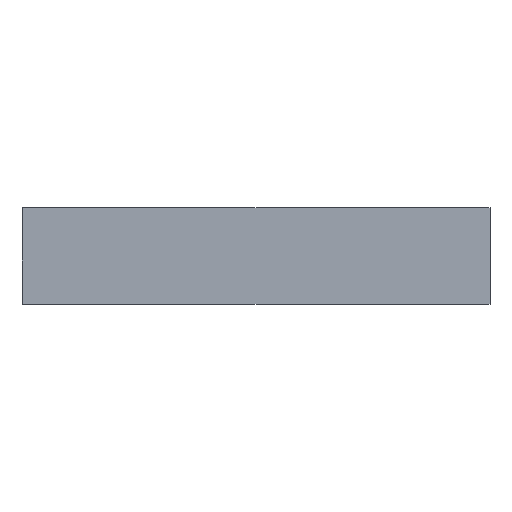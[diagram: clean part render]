
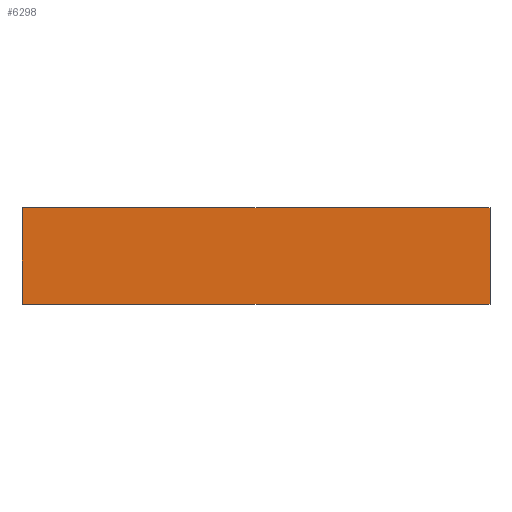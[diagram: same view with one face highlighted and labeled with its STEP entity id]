
A CAD part, top view. The second image highlights one B-rep face of the part: STEP entity #6298.
In plain terms, the highlighted planar face has unit normal (0, 0, 1).
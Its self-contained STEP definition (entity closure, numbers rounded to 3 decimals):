
#6260=AXIS2_PLACEMENT_3D('Plane Axis2P3D',#6257,#6258,#6259) ;
#6118=CARTESIAN_POINT('Vertex',(0.,0.,27.612)) ;
#6121=CARTESIAN_POINT('Line Origine',(0.,1.4,27.612)) ;
#6125=CARTESIAN_POINT('Vertex',(0.,2.8,27.612)) ;
#6199=CARTESIAN_POINT('Line Origine',(6.8,0.,27.612)) ;
#6203=CARTESIAN_POINT('Vertex',(11.9,0.,27.612)) ;
#6205=CARTESIAN_POINT('Vertex',(1.7,0.,27.612)) ;
#6208=CARTESIAN_POINT('Line Origine',(0.85,0.,27.612)) ;
#6238=CARTESIAN_POINT('Vertex',(13.6,0.,27.612)) ;
#6241=CARTESIAN_POINT('Line Origine',(12.75,0.,27.612)) ;
#6257=CARTESIAN_POINT('Axis2P3D Location',(13.4,2.8,27.612)) ;
#6262=CARTESIAN_POINT('Line Origine',(6.8,2.8,27.612)) ;
#6266=CARTESIAN_POINT('Vertex',(11.9,2.8,27.612)) ;
#6268=CARTESIAN_POINT('Vertex',(1.7,2.8,27.612)) ;
#6271=CARTESIAN_POINT('Line Origine',(0.85,2.8,27.612)) ;
#6276=CARTESIAN_POINT('Line Origine',(13.6,1.4,27.612)) ;
#6280=CARTESIAN_POINT('Vertex',(13.6,2.8,27.612)) ;
#6283=CARTESIAN_POINT('Line Origine',(12.75,2.8,27.612)) ;
#6122=DIRECTION('Vector Direction',(0.,-1.,0.)) ;
#6200=DIRECTION('Vector Direction',(1.,0.,0.)) ;
#6209=DIRECTION('Vector Direction',(1.,0.,0.)) ;
#6242=DIRECTION('Vector Direction',(-1.,0.,0.)) ;
#6258=DIRECTION('Axis2P3D Direction',(0.,0.,-1.)) ;
#6259=DIRECTION('Axis2P3D XDirection',(0.,-1.,0.)) ;
#6263=DIRECTION('Vector Direction',(1.,0.,0.)) ;
#6272=DIRECTION('Vector Direction',(1.,0.,0.)) ;
#6277=DIRECTION('Vector Direction',(0.,-1.,0.)) ;
#6284=DIRECTION('Vector Direction',(-1.,0.,0.)) ;
#6123=VECTOR('Line Direction',#6122,1.) ;
#6201=VECTOR('Line Direction',#6200,1.) ;
#6210=VECTOR('Line Direction',#6209,1.) ;
#6243=VECTOR('Line Direction',#6242,1.) ;
#6264=VECTOR('Line Direction',#6263,1.) ;
#6273=VECTOR('Line Direction',#6272,1.) ;
#6278=VECTOR('Line Direction',#6277,1.) ;
#6285=VECTOR('Line Direction',#6284,1.) ;
#6289=ORIENTED_EDGE('',*,*,#6270,.T.) ;
#6290=ORIENTED_EDGE('',*,*,#6275,.F.) ;
#6291=ORIENTED_EDGE('',*,*,#6127,.F.) ;
#6292=ORIENTED_EDGE('',*,*,#6212,.T.) ;
#6293=ORIENTED_EDGE('',*,*,#6207,.F.) ;
#6294=ORIENTED_EDGE('',*,*,#6245,.F.) ;
#6295=ORIENTED_EDGE('',*,*,#6282,.T.) ;
#6296=ORIENTED_EDGE('',*,*,#6287,.T.) ;
#6298=ADVANCED_FACE('Kunststoff',(#6297),#6261,.F.) ;
#6127=EDGE_CURVE('',#6119,#6126,#6124,.F.) ;
#6207=EDGE_CURVE('',#6204,#6206,#6202,.F.) ;
#6212=EDGE_CURVE('',#6119,#6206,#6211,.T.) ;
#6245=EDGE_CURVE('',#6239,#6204,#6244,.T.) ;
#6270=EDGE_CURVE('',#6267,#6269,#6265,.F.) ;
#6275=EDGE_CURVE('',#6126,#6269,#6274,.T.) ;
#6282=EDGE_CURVE('',#6239,#6281,#6279,.F.) ;
#6287=EDGE_CURVE('',#6281,#6267,#6286,.T.) ;
#6288=EDGE_LOOP('',(#6289,#6290,#6291,#6292,#6293,#6294,#6295,#6296)) ;
#6297=FACE_OUTER_BOUND('',#6288,.T.) ;
#6124=LINE('Line',#6121,#6123) ;
#6202=LINE('Line',#6199,#6201) ;
#6211=LINE('Line',#6208,#6210) ;
#6244=LINE('Line',#6241,#6243) ;
#6265=LINE('Line',#6262,#6264) ;
#6274=LINE('Line',#6271,#6273) ;
#6279=LINE('Line',#6276,#6278) ;
#6286=LINE('Line',#6283,#6285) ;
#6261=PLANE('',#6260) ;
#6119=VERTEX_POINT('',#6118) ;
#6126=VERTEX_POINT('',#6125) ;
#6204=VERTEX_POINT('',#6203) ;
#6206=VERTEX_POINT('',#6205) ;
#6239=VERTEX_POINT('',#6238) ;
#6267=VERTEX_POINT('',#6266) ;
#6269=VERTEX_POINT('',#6268) ;
#6281=VERTEX_POINT('',#6280) ;
